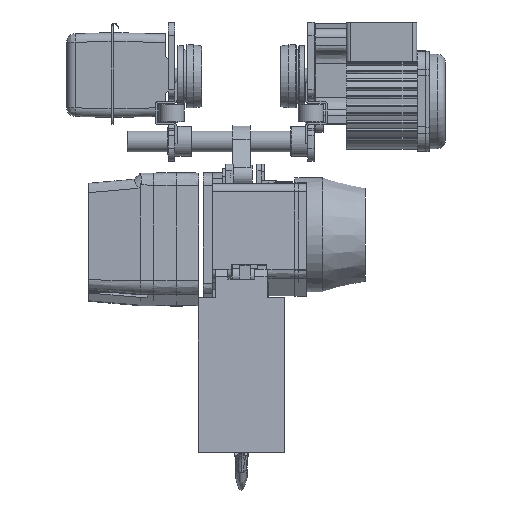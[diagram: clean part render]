
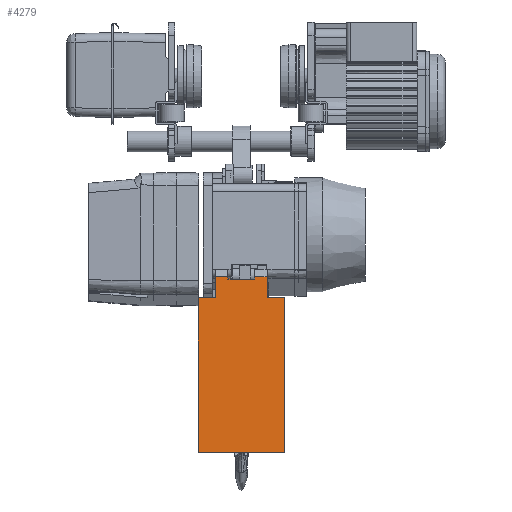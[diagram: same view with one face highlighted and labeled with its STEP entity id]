
A CAD part, left-side view. The second image highlights one B-rep face of the part: STEP entity #4279.
In plain terms, the highlighted face is planar.
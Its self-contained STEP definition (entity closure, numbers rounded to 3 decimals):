
#4279=ADVANCED_FACE('',(#8704),#8705,.T.);
#8704=FACE_OUTER_BOUND('',#18948,.T.);
#8705=PLANE('',#18949);
#18948=EDGE_LOOP('',(#33268,#33269,#33270,#33271,#33272,#33273,#33274,#33275,#33276,#33277,#33278,#33279));
#18949=AXIS2_PLACEMENT_3D('',#33280,#33281,#33282);
#33268=ORIENTED_EDGE('',*,*,#38744,.F.);
#33269=ORIENTED_EDGE('',*,*,#38708,.F.);
#33270=ORIENTED_EDGE('',*,*,#37027,.T.);
#33271=ORIENTED_EDGE('',*,*,#41071,.T.);
#33272=ORIENTED_EDGE('',*,*,#38990,.F.);
#33273=ORIENTED_EDGE('',*,*,#41072,.F.);
#33274=ORIENTED_EDGE('',*,*,#39412,.F.);
#33275=ORIENTED_EDGE('',*,*,#38819,.T.);
#33276=ORIENTED_EDGE('',*,*,#41073,.T.);
#33277=ORIENTED_EDGE('',*,*,#38689,.F.);
#33278=ORIENTED_EDGE('',*,*,#41074,.F.);
#33279=ORIENTED_EDGE('',*,*,#40641,.T.);
#33280=CARTESIAN_POINT('',(78.891,-311.4,-65.));
#33281=DIRECTION('',(0.999,0.052,0.));
#33282=DIRECTION('',(-0.052,0.999,0.));
#37027=EDGE_CURVE('',#42499,#42500,#42501,.T.);
#38689=EDGE_CURVE('',#45274,#45276,#45277,.T.);
#38708=EDGE_CURVE('',#42499,#45307,#45308,.T.);
#38744=EDGE_CURVE('',#45307,#45362,#45363,.T.);
#38819=EDGE_CURVE('',#45486,#45484,#45487,.T.);
#38990=EDGE_CURVE('',#45749,#45750,#45751,.T.);
#39412=EDGE_CURVE('',#45486,#46416,#46417,.T.);
#40641=EDGE_CURVE('',#48087,#45362,#48088,.T.);
#41071=EDGE_CURVE('',#42500,#45750,#48618,.T.);
#41072=EDGE_CURVE('',#46416,#45749,#48619,.T.);
#41073=EDGE_CURVE('',#45484,#45276,#48620,.T.);
#41074=EDGE_CURVE('',#48087,#45274,#48621,.T.);
#42499=VERTEX_POINT('',#50864);
#42500=VERTEX_POINT('',#50865);
#42501=LINE('',#50866,#50867);
#45274=VERTEX_POINT('',#55604);
#45276=VERTEX_POINT('',#55607);
#45277=LINE('',#55608,#55609);
#45307=VERTEX_POINT('',#55655);
#45308=LINE('',#55656,#55657);
#45362=VERTEX_POINT('',#55757);
#45363=LINE('',#55758,#55759);
#45484=VERTEX_POINT('',#55920);
#45486=VERTEX_POINT('',#55923);
#45487=LINE('',#55924,#55925);
#45749=VERTEX_POINT('',#56317);
#45750=VERTEX_POINT('',#56318);
#45751=LINE('',#56319,#56320);
#46416=VERTEX_POINT('',#57409);
#46417=LINE('',#57410,#57411);
#48087=VERTEX_POINT('',#60207);
#48088=LINE('',#60208,#60209);
#48618=LINE('',#61106,#61107);
#48619=LINE('',#61108,#61109);
#48620=LINE('',#61110,#61111);
#48621=LINE('',#61112,#61113);
#50864=CARTESIAN_POINT('',(64.975,-45.875,-39.));
#50865=CARTESIAN_POINT('',(64.975,-45.875,-20.));
#50866=CARTESIAN_POINT('',(64.975,-45.875,-39.));
#50867=VECTOR('',#63024,1.);
#55604=CARTESIAN_POINT('',(78.891,-311.4,65.));
#55607=CARTESIAN_POINT('',(66.654,-77.9,65.));
#55608=CARTESIAN_POINT('',(78.891,-311.4,65.));
#55609=VECTOR('',#65017,1.);
#55655=CARTESIAN_POINT('',(66.654,-77.9,-39.));
#55656=CARTESIAN_POINT('',(64.975,-45.875,-39.));
#55657=VECTOR('',#65031,1.);
#55757=CARTESIAN_POINT('',(66.654,-77.9,-65.));
#55758=CARTESIAN_POINT('',(66.654,-77.9,-39.));
#55759=VECTOR('',#65063,1.);
#55920=CARTESIAN_POINT('',(66.654,-77.9,39.));
#55923=CARTESIAN_POINT('',(64.975,-45.875,39.));
#55924=CARTESIAN_POINT('',(64.975,-45.875,39.));
#55925=VECTOR('',#65159,1.);
#56317=CARTESIAN_POINT('',(65.186,-49.9,20.));
#56318=CARTESIAN_POINT('',(65.186,-49.9,-20.));
#56319=CARTESIAN_POINT('',(65.186,-49.9,20.));
#56320=VECTOR('',#65393,1.);
#57409=CARTESIAN_POINT('',(64.975,-45.875,20.));
#57410=CARTESIAN_POINT('',(64.975,-45.875,39.));
#57411=VECTOR('',#65925,1.);
#60207=CARTESIAN_POINT('',(78.891,-311.4,-65.));
#60208=CARTESIAN_POINT('',(78.891,-311.4,-65.));
#60209=VECTOR('',#67264,1.);
#61106=CARTESIAN_POINT('',(64.975,-45.875,-20.));
#61107=VECTOR('',#67652,1.);
#61108=CARTESIAN_POINT('',(64.975,-45.875,20.));
#61109=VECTOR('',#67653,1.);
#61110=CARTESIAN_POINT('',(66.654,-77.9,39.));
#61111=VECTOR('',#67654,1.);
#61112=CARTESIAN_POINT('',(78.891,-311.4,-65.));
#61113=VECTOR('',#67655,1.);
#63024=DIRECTION('',(0.,0.,1.));
#65017=DIRECTION('',(-0.052,0.999,0.));
#65031=DIRECTION('',(0.052,-0.999,0.));
#65063=DIRECTION('',(0.,0.,-1.));
#65159=DIRECTION('',(0.052,-0.999,0.));
#65393=DIRECTION('',(0.,0.,-1.));
#65925=DIRECTION('',(0.,0.,-1.));
#67264=DIRECTION('',(-0.052,0.999,0.));
#67652=DIRECTION('',(0.052,-0.999,0.));
#67653=DIRECTION('',(0.052,-0.999,0.));
#67654=DIRECTION('',(0.,0.,1.));
#67655=DIRECTION('',(0.,0.,1.));
